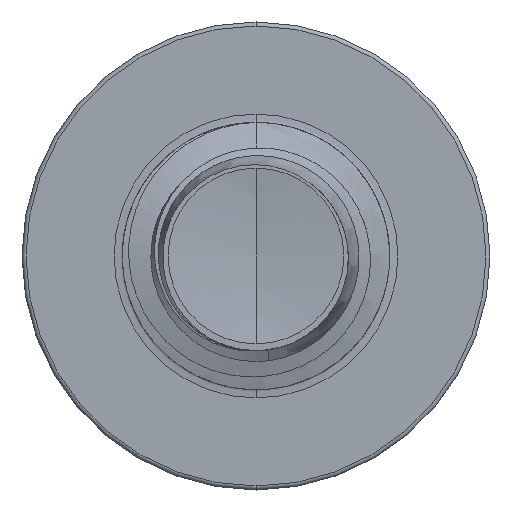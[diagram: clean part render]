
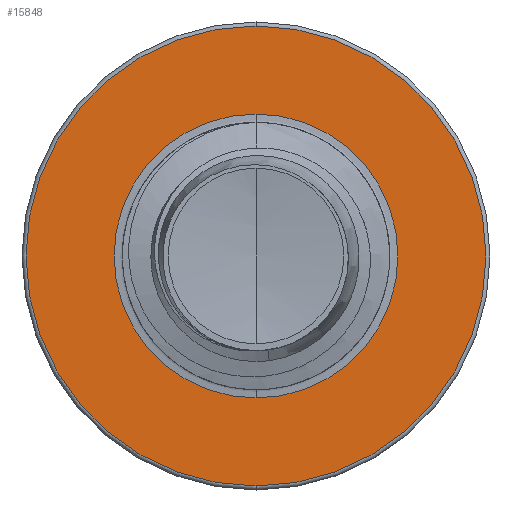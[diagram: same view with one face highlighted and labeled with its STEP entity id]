
A CAD part, front view. The second image highlights one B-rep face of the part: STEP entity #15848.
In plain terms, the highlighted planar face has unit normal (0, -1, 0).
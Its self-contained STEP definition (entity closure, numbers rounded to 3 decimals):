
#529 = ORIENTED_EDGE ( 'NONE', *, *, #12672, .F. ) ;
#1544 = CIRCLE ( 'NONE', #12028, 3.186 ) ;
#3062 = AXIS2_PLACEMENT_3D ( 'NONE', #17058, #17012, #16949 ) ;
#6029 = CARTESIAN_POINT ( 'NONE',  ( 0., 25., 3.186 ) ) ;
#7484 = CIRCLE ( 'NONE', #19095, 5.16 ) ;
#10550 = DIRECTION ( 'NONE',  ( 0., 1., 0. ) ) ;
#10758 = FACE_BOUND ( 'NONE', #18445, .T. ) ;
#12028 = AXIS2_PLACEMENT_3D ( 'NONE', #22715, #22674, #22663 ) ;
#12672 = EDGE_CURVE ( 'NONE', #37234, #37628, #30686, .T. ) ;
#14221 = AXIS2_PLACEMENT_3D ( 'NONE', #30833, #30731, #30726 ) ;
#15848 = ADVANCED_FACE ( 'NONE', ( #20862, #10758 ), #31023, .F. ) ;
#16949 = DIRECTION ( 'NONE',  ( 0., 0., 1. ) ) ;
#17012 = DIRECTION ( 'NONE',  ( 0., 1., 0. ) ) ;
#17058 = CARTESIAN_POINT ( 'NONE',  ( 0., 25., 0. ) ) ;
#18445 = EDGE_LOOP ( 'NONE', ( #35044, #23399 ) ) ;
#19095 = AXIS2_PLACEMENT_3D ( 'NONE', #37480, #21835, #39220 ) ;
#20862 = FACE_OUTER_BOUND ( 'NONE', #27558, .T. ) ;
#21835 = DIRECTION ( 'NONE',  ( 0., 1., 0. ) ) ;
#22663 = DIRECTION ( 'NONE',  ( 0., 0., 1. ) ) ;
#22674 = DIRECTION ( 'NONE',  ( 0., 1., 0. ) ) ;
#22715 = CARTESIAN_POINT ( 'NONE',  ( 0., 25., 0. ) ) ;
#23399 = ORIENTED_EDGE ( 'NONE', *, *, #25501, .T. ) ;
#23435 = CARTESIAN_POINT ( 'NONE',  ( 0., 25., -5.16 ) ) ;
#23712 = AXIS2_PLACEMENT_3D ( 'NONE', #31036, #10550, #33387 ) ;
#24324 = VERTEX_POINT ( 'NONE', #6029 ) ;
#25501 = EDGE_CURVE ( 'NONE', #31330, #24324, #1544, .T. ) ;
#26969 = CIRCLE ( 'NONE', #23712, 3.186 ) ;
#27558 = EDGE_LOOP ( 'NONE', ( #529, #35807 ) ) ;
#30193 = EDGE_CURVE ( 'NONE', #24324, #31330, #26969, .T. ) ;
#30231 = EDGE_CURVE ( 'NONE', #37628, #37234, #7484, .T. ) ;
#30686 = CIRCLE ( 'NONE', #3062, 5.16 ) ;
#30726 = DIRECTION ( 'NONE',  ( 0., 0., 1. ) ) ;
#30731 = DIRECTION ( 'NONE',  ( 0., 1., 0. ) ) ;
#30833 = CARTESIAN_POINT ( 'NONE',  ( 0., 25., -3.186 ) ) ;
#31023 = PLANE ( 'NONE',  #14221 ) ;
#31036 = CARTESIAN_POINT ( 'NONE',  ( 0., 25., 0. ) ) ;
#31330 = VERTEX_POINT ( 'NONE', #39894 ) ;
#33387 = DIRECTION ( 'NONE',  ( 0., 0., 1. ) ) ;
#35044 = ORIENTED_EDGE ( 'NONE', *, *, #30193, .T. ) ;
#35807 = ORIENTED_EDGE ( 'NONE', *, *, #30231, .F. ) ;
#37234 = VERTEX_POINT ( 'NONE', #38170 ) ;
#37480 = CARTESIAN_POINT ( 'NONE',  ( 0., 25., 0. ) ) ;
#37628 = VERTEX_POINT ( 'NONE', #23435 ) ;
#38170 = CARTESIAN_POINT ( 'NONE',  ( 0., 25., 5.16 ) ) ;
#39220 = DIRECTION ( 'NONE',  ( 0., 0., 1. ) ) ;
#39894 = CARTESIAN_POINT ( 'NONE',  ( 0., 25., -3.186 ) ) ;
